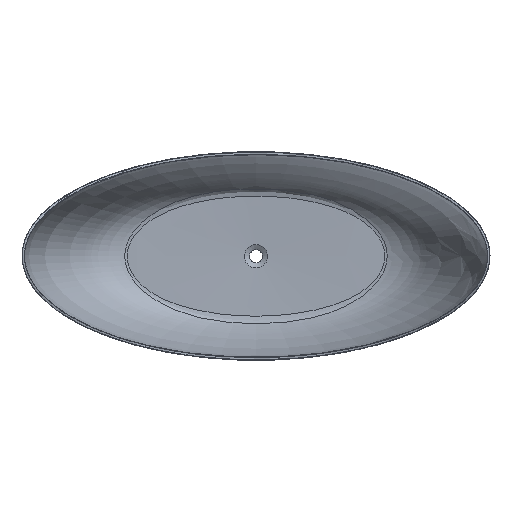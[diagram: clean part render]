
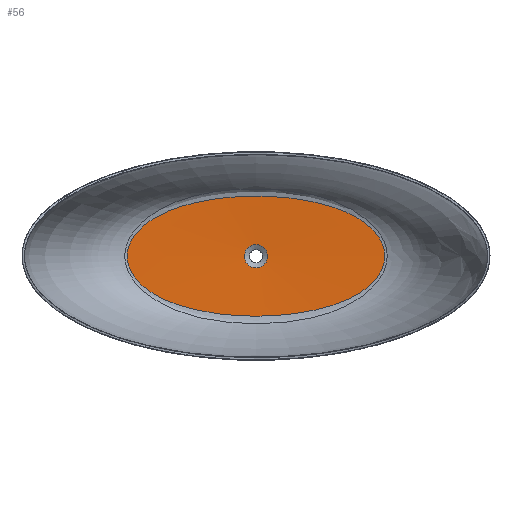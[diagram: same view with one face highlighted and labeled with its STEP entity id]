
A CAD part, top view. The second image highlights one B-rep face of the part: STEP entity #56.
In plain terms, the highlighted conical face has half-angle 88.116 degrees and reference radius 45 mm.
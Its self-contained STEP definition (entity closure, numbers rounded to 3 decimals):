
#50=CONICAL_SURFACE('',#177,45.,88.116);
#52=CIRCLE('',#176,45.);
#56=ADVANCED_FACE('',(#71,#72),#50,.F.);
#71=FACE_BOUND('',#95,.T.);
#72=FACE_BOUND('',#96,.T.);
#95=EDGE_LOOP('',(#119));
#96=EDGE_LOOP('',(#120));
#119=ORIENTED_EDGE('',*,*,#155,.T.);
#120=ORIENTED_EDGE('',*,*,#156,.F.);
#143=VERTEX_POINT('',#771);
#144=VERTEX_POINT('',#773);
#155=EDGE_CURVE('',#143,#143,#167,.T.);
#156=EDGE_CURVE('',#144,#144,#52,.T.);
#167=B_SPLINE_CURVE_WITH_KNOTS('',3,(#675,#676,#677,#678,#679,#680,#681,
#682,#683,#684,#685,#686,#687,#688,#689,#690,#691,#692,#693,#694,#695,#696,
#697,#698,#699,#700,#701,#702,#703,#704,#705,#706,#707,#708,#709,#710,#711,
#712,#713,#714,#715,#716,#717,#718,#719,#720,#721,#722,#723,#724,#725,#726,
#727,#728,#729,#730,#731,#732,#733,#734,#735,#736,#737,#738,#739,#740,#741,
#742,#743,#744,#745,#746,#747,#748,#749,#750,#751,#752,#753,#754,#755,#756,
#757,#758,#759,#760,#761,#762,#763,#764,#765,#766,#767,#768,#769,#770),
 .UNSPECIFIED.,.T.,.F.,(2,2,2,2,2,2,2,2,2,2,2,2,2,2,2,2,2,2,2,2,2,2,2,2,
2,2,2,2,2,2,2,2,2,2,2,2,2,2,2,2,2,2,2,2,2,2,2,2,2,2),(-0.016,0.,0.016,
0.031,0.047,0.062,0.094,
0.109,0.125,0.156,0.187,
0.219,0.25,0.312,0.344,
0.359,0.375,0.406,0.422,
0.437,0.453,0.469,0.477,
0.484,0.5,0.508,0.516,
0.531,0.547,0.562,0.594,
0.609,0.625,0.656,0.687,
0.719,0.75,0.813,0.844,0.859,0.875,0.906,
0.922,0.938,0.953,0.969,0.977,0.984,1.,1.016),
 .UNSPECIFIED.);
#176=AXIS2_PLACEMENT_3D('',#772,#187,#188);
#177=AXIS2_PLACEMENT_3D('',#774,#189,#190);
#187=DIRECTION('',(0.,0.,1.));
#188=DIRECTION('',(1.,0.,0.));
#189=DIRECTION('',(0.,0.,1.));
#190=DIRECTION('',(1.,0.,0.));
#675=CARTESIAN_POINT('',(495.515,-12.62,-385.18));
#676=CARTESIAN_POINT('',(495.515,12.62,-385.18));
#677=CARTESIAN_POINT('',(493.504,24.92,-385.231));
#678=CARTESIAN_POINT('',(485.864,48.942,-385.422));
#679=CARTESIAN_POINT('',(480.429,60.098,-385.558));
#680=CARTESIAN_POINT('',(467.163,81.08,-385.888));
#681=CARTESIAN_POINT('',(459.247,90.96,-386.084));
#682=CARTESIAN_POINT('',(442.053,109.014,-386.508));
#683=CARTESIAN_POINT('',(432.724,117.283,-386.736));
#684=CARTESIAN_POINT('',(403.011,140.304,-387.459));
#685=CARTESIAN_POINT('',(381.694,152.747,-387.971));
#686=CARTESIAN_POINT('',(348.405,168.725,-388.75));
#687=CARTESIAN_POINT('',(337.077,173.59,-389.012));
#688=CARTESIAN_POINT('',(314.036,182.554,-389.536));
#689=CARTESIAN_POINT('',(302.292,186.662,-389.798));
#690=CARTESIAN_POINT('',(266.791,197.941,-390.571));
#691=CARTESIAN_POINT('',(242.907,204.049,-391.066));
#692=CARTESIAN_POINT('',(194.823,214.222,-391.979));
#693=CARTESIAN_POINT('',(170.622,218.276,-392.396));
#694=CARTESIAN_POINT('',(121.953,224.668,-393.103));
#695=CARTESIAN_POINT('',(97.485,227.,-393.392));
#696=CARTESIAN_POINT('',(48.303,230.086,-393.787));
#697=CARTESIAN_POINT('',(23.517,230.833,-393.891));
#698=CARTESIAN_POINT('',(-50.593,230.76,-393.881));
#699=CARTESIAN_POINT('',(-99.635,227.694,-393.434));
#700=CARTESIAN_POINT('',(-172.581,217.968,-392.364));
#701=CARTESIAN_POINT('',(-196.792,213.864,-391.943));
#702=CARTESIAN_POINT('',(-232.92,206.129,-391.254));
#703=CARTESIAN_POINT('',(-244.931,203.286,-391.015));
#704=CARTESIAN_POINT('',(-268.88,196.985,-390.521));
#705=CARTESIAN_POINT('',(-280.841,193.519,-390.266));
#706=CARTESIAN_POINT('',(-316.223,182.139,-389.493));
#707=CARTESIAN_POINT('',(-339.242,173.252,-388.965));
#708=CARTESIAN_POINT('',(-372.529,157.072,-388.185));
#709=CARTESIAN_POINT('',(-383.415,151.199,-387.926));
#710=CARTESIAN_POINT('',(-404.656,138.235,-387.418));
#711=CARTESIAN_POINT('',(-414.983,131.15,-387.168));
#712=CARTESIAN_POINT('',(-434.437,115.809,-386.694));
#713=CARTESIAN_POINT('',(-443.627,107.524,-386.469));
#714=CARTESIAN_POINT('',(-460.6,89.347,-386.051));
#715=CARTESIAN_POINT('',(-468.395,79.401,-385.857));
#716=CARTESIAN_POINT('',(-478.156,63.52,-385.614));
#717=CARTESIAN_POINT('',(-481.108,58.046,-385.541));
#718=CARTESIAN_POINT('',(-486.31,46.676,-385.411));
#719=CARTESIAN_POINT('',(-488.556,40.766,-385.355));
#720=CARTESIAN_POINT('',(-493.897,22.921,-385.221));
#721=CARTESIAN_POINT('',(-495.706,10.694,-385.176));
#722=CARTESIAN_POINT('',(-495.396,-8.219,-385.183));
#723=CARTESIAN_POINT('',(-494.79,-14.456,-385.199));
#724=CARTESIAN_POINT('',(-492.621,-26.786,-385.253));
#725=CARTESIAN_POINT('',(-491.044,-32.922,-385.292));
#726=CARTESIAN_POINT('',(-485.082,-50.713,-385.442));
#727=CARTESIAN_POINT('',(-479.508,-61.824,-385.581));
#728=CARTESIAN_POINT('',(-465.836,-82.861,-385.921));
#729=CARTESIAN_POINT('',(-457.902,-92.525,-386.117));
#730=CARTESIAN_POINT('',(-440.584,-110.376,-386.544));
#731=CARTESIAN_POINT('',(-431.096,-118.649,-386.776));
#732=CARTESIAN_POINT('',(-401.384,-141.327,-387.498));
#733=CARTESIAN_POINT('',(-379.95,-153.718,-388.012));
#734=CARTESIAN_POINT('',(-346.237,-169.689,-388.8));
#735=CARTESIAN_POINT('',(-334.708,-174.568,-389.067));
#736=CARTESIAN_POINT('',(-311.599,-183.432,-389.59));
#737=CARTESIAN_POINT('',(-299.967,-187.442,-389.849));
#738=CARTESIAN_POINT('',(-264.884,-198.451,-390.611));
#739=CARTESIAN_POINT('',(-241.248,-204.441,-391.099));
#740=CARTESIAN_POINT('',(-193.612,-214.435,-392.));
#741=CARTESIAN_POINT('',(-169.61,-218.428,-392.412));
#742=CARTESIAN_POINT('',(-121.297,-224.734,-393.111));
#743=CARTESIAN_POINT('',(-96.984,-227.04,-393.397));
#744=CARTESIAN_POINT('',(-48.072,-230.092,-393.788));
#745=CARTESIAN_POINT('',(-23.397,-230.834,-393.891));
#746=CARTESIAN_POINT('',(50.493,-230.758,-393.881));
#747=CARTESIAN_POINT('',(99.379,-227.707,-393.436));
#748=CARTESIAN_POINT('',(172.076,-218.046,-392.372));
#749=CARTESIAN_POINT('',(196.202,-213.97,-391.954));
#750=CARTESIAN_POINT('',(232.198,-206.294,-391.269));
#751=CARTESIAN_POINT('',(244.164,-203.473,-391.03));
#752=CARTESIAN_POINT('',(268.022,-197.225,-390.539));
#753=CARTESIAN_POINT('',(279.944,-193.787,-390.285));
#754=CARTESIAN_POINT('',(315.24,-182.494,-389.515));
#755=CARTESIAN_POINT('',(338.202,-173.679,-388.989));
#756=CARTESIAN_POINT('',(371.41,-157.653,-388.211));
#757=CARTESIAN_POINT('',(382.271,-151.838,-387.954));
#758=CARTESIAN_POINT('',(403.466,-139.014,-387.446));
#759=CARTESIAN_POINT('',(413.803,-131.992,-387.196));
#760=CARTESIAN_POINT('',(433.28,-116.799,-386.723));
#761=CARTESIAN_POINT('',(442.487,-108.599,-386.497));
#762=CARTESIAN_POINT('',(459.519,-90.631,-386.077));
#763=CARTESIAN_POINT('',(467.38,-80.781,-385.882));
#764=CARTESIAN_POINT('',(477.267,-65.076,-385.637));
#765=CARTESIAN_POINT('',(480.263,-59.668,-385.562));
#766=CARTESIAN_POINT('',(485.572,-48.453,-385.429));
#767=CARTESIAN_POINT('',(487.897,-42.596,-385.371));
#768=CARTESIAN_POINT('',(493.522,-24.773,-385.23));
#769=CARTESIAN_POINT('',(495.515,-12.62,-385.18));
#770=CARTESIAN_POINT('',(495.515,12.62,-385.18));
#771=CARTESIAN_POINT('',(495.515,0.,-385.18));
#772=CARTESIAN_POINT('',(0.,0.,-400.));
#773=CARTESIAN_POINT('',(45.,0.,-400.));
#774=CARTESIAN_POINT('',(0.,0.,-400.));
